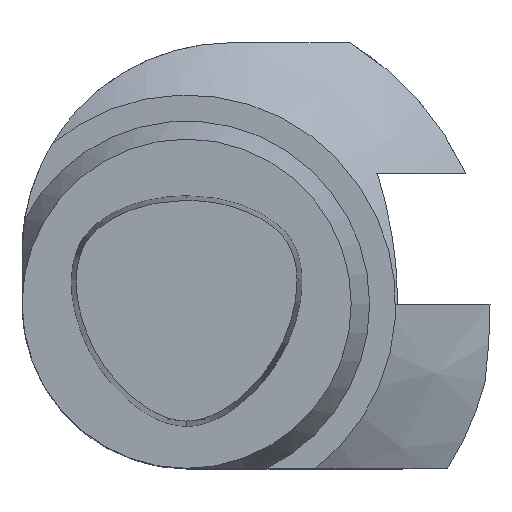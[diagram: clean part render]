
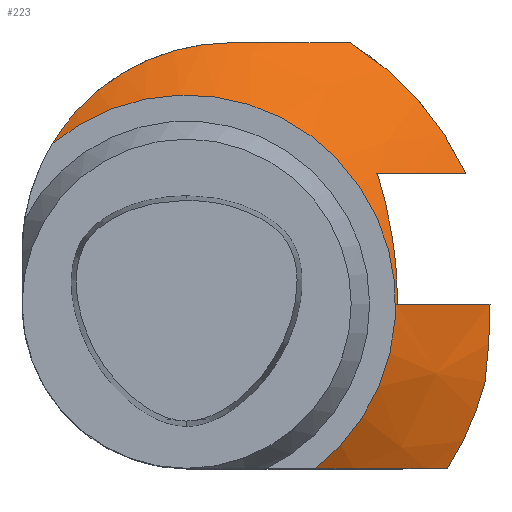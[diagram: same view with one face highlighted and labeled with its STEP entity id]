
A CAD part, top view. The second image highlights one B-rep face of the part: STEP entity #223.
In plain terms, the highlighted conical face has half-angle 45 degrees and reference radius 41.465 mm.
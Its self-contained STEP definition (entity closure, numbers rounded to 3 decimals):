
#143=EDGE_CURVE('240[2]',#373,#374,#375,.F.);
#147=EDGE_CURVE('240[2]',#381,#382,#383,.T.);
#177=EDGE_CURVE('240[2]',#374,#427,#428,.F.);
#197=EDGE_CURVE('240[2]',#427,#389,#453,.F.);
#201=EDGE_CURVE('240[2]',#457,#382,#458,.T.);
#223=ADVANCED_FACE('240[2]',(#488),#489,.T.);
#229=EDGE_CURVE('240[2]',#408,#373,#496,.T.);
#238=EDGE_CURVE('240[2]',#506,#389,#507,.T.);
#245=EDGE_CURVE('240[2]',#457,#516,#517,.T.);
#255=EDGE_CURVE('240[2]',#529,#347,#530,.T.);
#271=EDGE_CURVE('240[2]',#516,#529,#549,.T.);
#278=EDGE_CURVE('240[2]',#480,#381,#558,.T.);
#286=EDGE_CURVE('240[2]',#408,#480,#567,.F.);
#293=EDGE_CURVE('240[2]',#347,#506,#575,.T.);
#347=VERTEX_POINT('',#711);
#373=VERTEX_POINT('',#834);
#374=VERTEX_POINT('',#835);
#375=B_SPLINE_CURVE_WITH_KNOTS('',2,(#836,#837,#838),.UNSPECIFIED.,.F.,.F.,(3,3),(985.061,1019.571),.UNSPECIFIED.);
#381=VERTEX_POINT('',#847);
#382=VERTEX_POINT('',#848);
#383=B_SPLINE_CURVE_WITH_KNOTS('',3,(#849,#850,#851,#852,#853,#854,#855,#856,#857,#858,#859,#860,#861,#862,#863,#864,#865,#866,#867,#868,#869,#870),.UNSPECIFIED.,.F.,.F.,(4,2,2,2,2,2,2,2,2,2,4),(71.726,75.277,80.316,84.844,89.373,93.901,98.429,102.957,107.485,112.014,112.97),.UNSPECIFIED.);
#389=VERTEX_POINT('',#878);
#408=VERTEX_POINT('',#907);
#427=VERTEX_POINT('',#936);
#428=B_SPLINE_CURVE_WITH_KNOTS('',2,(#937,#938,#939),.UNSPECIFIED.,.F.,.F.,(3,3),(886.093,924.548),.UNSPECIFIED.);
#453=B_SPLINE_CURVE_WITH_KNOTS('',3,(#973,#974,#975,#976),.UNSPECIFIED.,.F.,.F.,(4,4),(14060.061,14085.061),.UNSPECIFIED.);
#457=VERTEX_POINT('',#983);
#458=CIRCLE('',#984,40.);
#480=VERTEX_POINT('',#1013);
#488=FACE_OUTER_BOUND('',#1024,.T.);
#489=CONICAL_SURFACE('',#1025,41.464,0.785);
#496=(B_SPLINE_CURVE(2,(#1038,#1039,#1040),.UNSPECIFIED.,.F.,.F.)B_SPLINE_CURVE_WITH_KNOTS((3,3),(430.565,570.391),.UNSPECIFIED.)RATIONAL_B_SPLINE_CURVE((10.931,12.207,13.263))BOUNDED_CURVE()REPRESENTATION_ITEM('')GEOMETRIC_REPRESENTATION_ITEM()CURVE());
#506=VERTEX_POINT('',#1069);
#507=B_SPLINE_CURVE_WITH_KNOTS('',3,(#1070,#1071,#1072,#1073,#1074,#1075,#1076,#1077,#1078,#1079,#1080,#1081),.UNSPECIFIED.,.F.,.F.,(4,3,2,3,4),(571.759,577.754,612.689,635.474,635.871),.UNSPECIFIED.);
#516=VERTEX_POINT('',#1094);
#517=(B_SPLINE_CURVE(2,(#1096,#1097,#1098),.UNSPECIFIED.,.F.,.F.)B_SPLINE_CURVE_WITH_KNOTS((3,3),(1469.398,1634.307),.UNSPECIFIED.)RATIONAL_B_SPLINE_CURVE((11.356,10.705,9.778))BOUNDED_CURVE()REPRESENTATION_ITEM('')GEOMETRIC_REPRESENTATION_ITEM()CURVE());
#529=VERTEX_POINT('',#1135);
#530=(B_SPLINE_CURVE(2,(#1137,#1138,#1139),.UNSPECIFIED.,.F.,.F.)B_SPLINE_CURVE_WITH_KNOTS((3,3),(970.486,1001.736),.UNSPECIFIED.)RATIONAL_B_SPLINE_CURVE((5.583,5.392,5.184))BOUNDED_CURVE()REPRESENTATION_ITEM('')GEOMETRIC_REPRESENTATION_ITEM()CURVE());
#549=(B_SPLINE_CURVE(2,(#1182,#1183,#1184),.UNSPECIFIED.,.F.,.F.)B_SPLINE_CURVE_WITH_KNOTS((3,3),(2100.658,2150.762),.UNSPECIFIED.)RATIONAL_B_SPLINE_CURVE((12.44,12.159,11.859))BOUNDED_CURVE()REPRESENTATION_ITEM('')GEOMETRIC_REPRESENTATION_ITEM()CURVE());
#558=(B_SPLINE_CURVE(2,(#1204,#1205,#1206),.UNSPECIFIED.,.F.,.F.)B_SPLINE_CURVE_WITH_KNOTS((3,3),(854.33,1117.776),.UNSPECIFIED.)RATIONAL_B_SPLINE_CURVE((8.653,9.203,9.365))BOUNDED_CURVE()REPRESENTATION_ITEM('')GEOMETRIC_REPRESENTATION_ITEM()CURVE());
#567=CIRCLE('',#1227,59.);
#575=CIRCLE('',#1239,59.0);
#711=CARTESIAN_POINT('',(49.887,-31.5,-52.));
#834=CARTESIAN_POINT('',(36.486,25.0,-37.23));
#835=CARTESIAN_POINT('',(39.251,13.365,-34.464));
#836=CARTESIAN_POINT('',(39.251,13.365,-34.464));
#837=CARTESIAN_POINT('',(38.288,19.183,-35.428));
#838=CARTESIAN_POINT('',(36.486,25.0,-37.23));
#847=CARTESIAN_POINT('',(8.5,50.0,-43.717));
#848=CARTESIAN_POINT('',(-25.815,30.555,-33.));
#849=CARTESIAN_POINT('',(8.5,50.0,-43.717));
#850=CARTESIAN_POINT('',(7.302,50.0,-43.517));
#851=CARTESIAN_POINT('',(6.109,49.946,-43.305));
#852=CARTESIAN_POINT('',(3.255,49.69,-42.769));
#853=CARTESIAN_POINT('',(1.605,49.436,-42.436));
#854=CARTESIAN_POINT('',(-1.443,48.773,-41.773));
#855=CARTESIAN_POINT('',(-2.885,48.375,-41.439));
#856=CARTESIAN_POINT('',(-5.736,47.411,-40.735));
#857=CARTESIAN_POINT('',(-7.144,46.845,-40.364));
#858=CARTESIAN_POINT('',(-9.898,45.55,-39.59));
#859=CARTESIAN_POINT('',(-11.243,44.822,-39.187));
#860=CARTESIAN_POINT('',(-13.843,43.213,-38.353));
#861=CARTESIAN_POINT('',(-15.098,42.334,-37.922));
#862=CARTESIAN_POINT('',(-17.493,40.441,-37.039));
#863=CARTESIAN_POINT('',(-18.635,39.428,-36.586));
#864=CARTESIAN_POINT('',(-20.788,37.285,-35.665));
#865=CARTESIAN_POINT('',(-21.799,36.157,-35.196));
#866=CARTESIAN_POINT('',(-23.675,33.812,-34.252));
#867=CARTESIAN_POINT('',(-24.54,32.595,-33.776));
#868=CARTESIAN_POINT('',(-25.493,31.086,-33.201));
#869=CARTESIAN_POINT('',(-25.655,30.821,-33.1));
#870=CARTESIAN_POINT('',(-25.815,30.555,-33.));
#878=CARTESIAN_POINT('',(58.036,0.,-51.036));
#907=CARTESIAN_POINT('',(53.442,25.0,-52.));
#936=CARTESIAN_POINT('',(40.358,0.,-33.358));
#937=CARTESIAN_POINT('',(40.358,0.,-33.358));
#938=CARTESIAN_POINT('',(40.358,6.683,-33.358));
#939=CARTESIAN_POINT('',(39.251,13.365,-34.464));
#973=CARTESIAN_POINT('',(58.036,0.,-51.036));
#974=CARTESIAN_POINT('',(52.143,0.,-45.143));
#975=CARTESIAN_POINT('',(46.25,0.,-39.25));
#976=CARTESIAN_POINT('',(40.358,0.,-33.358));
#983=CARTESIAN_POINT('',(24.653,-31.5,-33.));
#984=AXIS2_PLACEMENT_3D('',#1404,#1405,#1406);
#1013=CARTESIAN_POINT('',(31.321,50.0,-52.));
#1024=EDGE_LOOP('',(#1450,#1451,#1452,#1453,#1454,#1455,#1456,#1457,#1458,#1459,#1460,#1461,#1462));
#1025=AXIS2_PLACEMENT_3D('',#1463,#1464,#1465);
#1038=CARTESIAN_POINT('',(53.442,25.0,-52.));
#1039=CARTESIAN_POINT('',(43.751,25.,-43.222));
#1040=CARTESIAN_POINT('',(36.486,25.0,-37.23));
#1069=CARTESIAN_POINT('',(57.071,-14.962,-52.));
#1070=CARTESIAN_POINT('',(53.761,-31.5,-55.31));
#1071=CARTESIAN_POINT('',(54.019,-30.549,-55.052));
#1072=CARTESIAN_POINT('',(54.266,-29.599,-54.806));
#1073=CARTESIAN_POINT('',(54.5,-28.648,-54.571));
#1074=CARTESIAN_POINT('',(55.868,-23.108,-53.204));
#1075=CARTESIAN_POINT('',(56.872,-17.431,-52.199));
#1076=CARTESIAN_POINT('',(57.833,-7.832,-51.238));
#1077=CARTESIAN_POINT('',(58.029,-4.025,-51.042));
#1078=CARTESIAN_POINT('',(58.035,-0.2,-51.036));
#1079=CARTESIAN_POINT('',(58.036,-0.133,-51.036));
#1080=CARTESIAN_POINT('',(58.036,-0.067,-51.036));
#1081=CARTESIAN_POINT('',(58.036,0.,-51.036));
#1094=CARTESIAN_POINT('',(40.797,-31.5,-44.542));
#1096=CARTESIAN_POINT('',(24.653,-31.5,-33.));
#1097=CARTESIAN_POINT('',(31.707,-31.5,-37.348));
#1098=CARTESIAN_POINT('',(40.797,-31.5,-44.542));
#1135=CARTESIAN_POINT('',(45.83,-31.5,-48.611));
#1137=CARTESIAN_POINT('',(45.83,-31.5,-48.611));
#1138=CARTESIAN_POINT('',(49.57,-31.5,-51.694));
#1139=CARTESIAN_POINT('',(53.761,-31.5,-55.31));
#1182=CARTESIAN_POINT('',(40.797,-31.5,-44.542));
#1183=CARTESIAN_POINT('',(43.218,-31.5,-46.459));
#1184=CARTESIAN_POINT('',(45.83,-31.5,-48.611));
#1204=CARTESIAN_POINT('',(31.321,50.0,-52.));
#1205=CARTESIAN_POINT('',(19.049,50.,-45.485));
#1206=CARTESIAN_POINT('',(8.5,50.0,-43.717));
#1227=AXIS2_PLACEMENT_3D('',#1550,#1551,#1552);
#1239=AXIS2_PLACEMENT_3D('',#1562,#1563,#1564);
#1404=CARTESIAN_POINT('',(0.,0.,-33.));
#1405=DIRECTION('',(0.,0.,1.0));
#1406=DIRECTION('',(1.0,0.,0.));
#1450=ORIENTED_EDGE('',*,*,#293,.T.);
#1451=ORIENTED_EDGE('',*,*,#238,.T.);
#1452=ORIENTED_EDGE('',*,*,#197,.F.);
#1453=ORIENTED_EDGE('',*,*,#177,.F.);
#1454=ORIENTED_EDGE('',*,*,#143,.F.);
#1455=ORIENTED_EDGE('',*,*,#229,.F.);
#1456=ORIENTED_EDGE('',*,*,#286,.T.);
#1457=ORIENTED_EDGE('',*,*,#278,.T.);
#1458=ORIENTED_EDGE('',*,*,#147,.T.);
#1459=ORIENTED_EDGE('',*,*,#201,.F.);
#1460=ORIENTED_EDGE('',*,*,#245,.T.);
#1461=ORIENTED_EDGE('',*,*,#271,.T.);
#1462=ORIENTED_EDGE('',*,*,#255,.T.);
#1463=CARTESIAN_POINT('',(0.,0.,-34.464));
#1464=DIRECTION('',(0.,0.,-1.0));
#1465=DIRECTION('',(1.0,0.,0.));
#1550=CARTESIAN_POINT('',(0.,0.,-52.));
#1551=DIRECTION('',(0.,0.,-1.0));
#1552=DIRECTION('',(-1.0,0.,0.));
#1562=CARTESIAN_POINT('',(0.,0.,-52.));
#1563=DIRECTION('',(0.0,0.0,1.0));
#1564=DIRECTION('',(1.0,-0.0,0.0));
